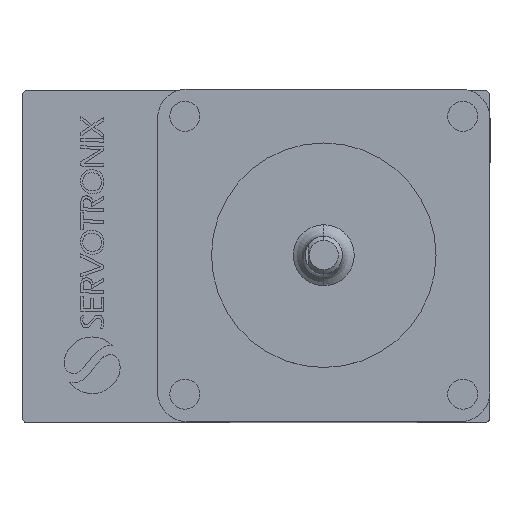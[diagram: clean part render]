
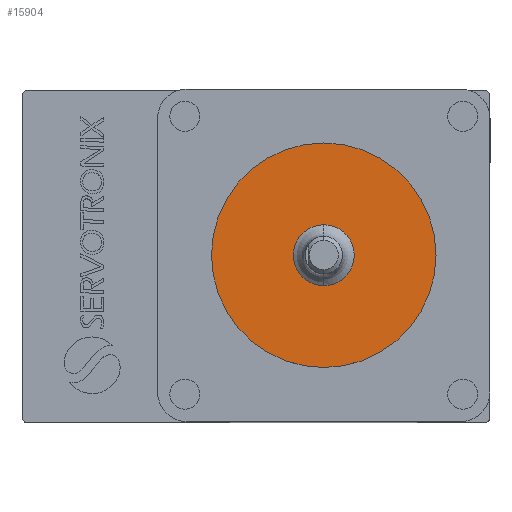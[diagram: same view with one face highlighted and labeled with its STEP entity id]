
A CAD part, top view. The second image highlights one B-rep face of the part: STEP entity #15904.
In plain terms, the highlighted planar face has unit normal (0, 0, 1).
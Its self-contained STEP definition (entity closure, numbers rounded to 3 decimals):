
#716 = CARTESIAN_POINT ( 'NONE',  ( 0., 0., 48.1 ) ) ;
#1112 = CARTESIAN_POINT ( 'NONE',  ( 0., 0., 48.1 ) ) ;
#1918 = CIRCLE ( 'NONE', #17222, 19.05 ) ;
#2218 = DIRECTION ( 'NONE',  ( 0., 0., 1. ) ) ;
#2861 = ORIENTED_EDGE ( 'NONE', *, *, #28756, .T. ) ;
#3461 = DIRECTION ( 'NONE',  ( 0., 1., 0. ) ) ;
#3855 = DIRECTION ( 'NONE',  ( 0., 0., 1. ) ) ;
#3973 = CIRCLE ( 'NONE', #23110, 19.05 ) ;
#8370 = AXIS2_PLACEMENT_3D ( 'NONE', #1112, #3855, #22784 ) ;
#10647 = CARTESIAN_POINT ( 'NONE',  ( 0., 19.05, 48.1 ) ) ;
#12358 = VERTEX_POINT ( 'NONE', #10647 ) ;
#12938 = ORIENTED_EDGE ( 'NONE', *, *, #21719, .T. ) ;
#15904 = ADVANCED_FACE ( 'NONE', ( #34869 ), #17324, .T. ) ;
#17222 = AXIS2_PLACEMENT_3D ( 'NONE', #716, #19661, #3461 ) ;
#17324 = PLANE ( 'NONE',  #8370 ) ;
#17810 = VERTEX_POINT ( 'NONE', #22614 ) ;
#18444 = CARTESIAN_POINT ( 'NONE',  ( 0., 0., 48.1 ) ) ;
#18609 = EDGE_LOOP ( 'NONE', ( #2861, #12938 ) ) ;
#19661 = DIRECTION ( 'NONE',  ( 0., 0., 1. ) ) ;
#21171 = DIRECTION ( 'NONE',  ( 0., 1., 0. ) ) ;
#21719 = EDGE_CURVE ( 'NONE', #12358, #17810, #1918, .T. ) ;
#22614 = CARTESIAN_POINT ( 'NONE',  ( 0., -19.05, 48.1 ) ) ;
#22784 = DIRECTION ( 'NONE',  ( 0., 1., 0. ) ) ;
#23110 = AXIS2_PLACEMENT_3D ( 'NONE', #18444, #2218, #21171 ) ;
#28756 = EDGE_CURVE ( 'NONE', #17810, #12358, #3973, .T. ) ;
#34869 = FACE_OUTER_BOUND ( 'NONE', #18609, .T. ) ;
